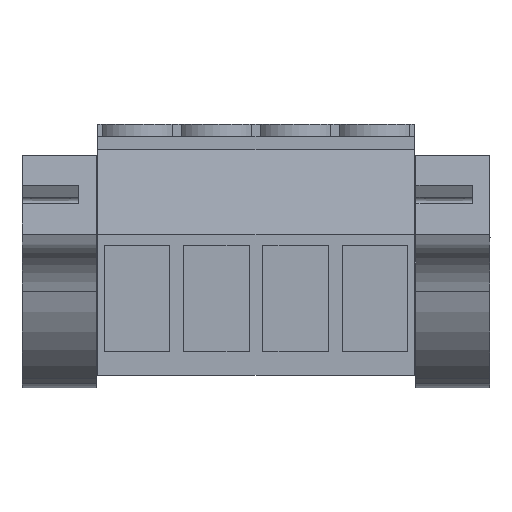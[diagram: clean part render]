
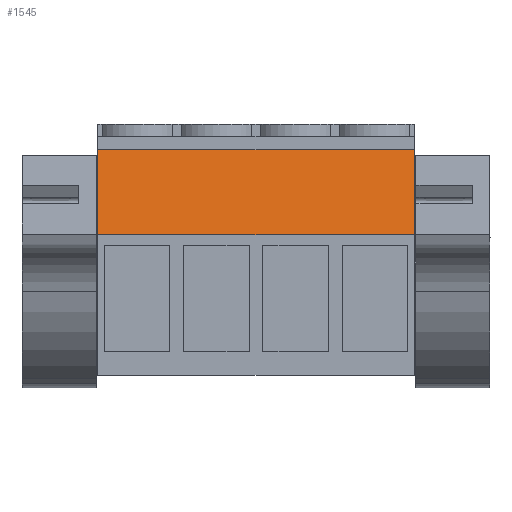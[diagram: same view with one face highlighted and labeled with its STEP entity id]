
A CAD part, top view. The second image highlights one B-rep face of the part: STEP entity #1545.
In plain terms, the highlighted planar face has unit normal (0, 0.18, 0.984).
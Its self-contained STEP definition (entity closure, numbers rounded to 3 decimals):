
#1525=AXIS2_PLACEMENT_3D('Plane Axis2P3D',#1522,#1523,#1524) ;
#77=CARTESIAN_POINT('Vertex',(4.85,9.805,19.751)) ;
#80=CARTESIAN_POINT('Line Origine',(4.85,12.537,19.251)) ;
#84=CARTESIAN_POINT('Vertex',(4.85,15.269,18.752)) ;
#1507=CARTESIAN_POINT('Vertex',(25.17,9.805,19.751)) ;
#1510=CARTESIAN_POINT('Line Origine',(15.01,9.805,19.751)) ;
#1522=CARTESIAN_POINT('Axis2P3D Location',(4.85,15.269,18.752)) ;
#1527=CARTESIAN_POINT('Line Origine',(25.17,12.537,19.251)) ;
#1531=CARTESIAN_POINT('Vertex',(25.17,15.269,18.752)) ;
#1534=CARTESIAN_POINT('Line Origine',(15.01,15.269,18.752)) ;
#81=DIRECTION('Vector Direction',(0.,-0.984,0.18)) ;
#1511=DIRECTION('Vector Direction',(1.,0.,0.)) ;
#1523=DIRECTION('Axis2P3D Direction',(0.,0.18,0.984)) ;
#1524=DIRECTION('Axis2P3D XDirection',(0.,-0.984,0.18)) ;
#1528=DIRECTION('Vector Direction',(0.,-0.984,0.18)) ;
#1535=DIRECTION('Vector Direction',(1.,0.,0.)) ;
#82=VECTOR('Line Direction',#81,1.) ;
#1512=VECTOR('Line Direction',#1511,1.) ;
#1529=VECTOR('Line Direction',#1528,1.) ;
#1536=VECTOR('Line Direction',#1535,1.) ;
#1540=ORIENTED_EDGE('',*,*,#86,.F.) ;
#1541=ORIENTED_EDGE('',*,*,#1514,.T.) ;
#1542=ORIENTED_EDGE('',*,*,#1533,.F.) ;
#1543=ORIENTED_EDGE('',*,*,#1538,.F.) ;
#1545=ADVANCED_FACE('HOUSING',(#1544),#1526,.T.) ;
#86=EDGE_CURVE('',#78,#85,#83,.F.) ;
#1514=EDGE_CURVE('',#78,#1508,#1513,.T.) ;
#1533=EDGE_CURVE('',#1532,#1508,#1530,.T.) ;
#1538=EDGE_CURVE('',#85,#1532,#1537,.T.) ;
#1539=EDGE_LOOP('',(#1540,#1541,#1542,#1543)) ;
#1544=FACE_OUTER_BOUND('',#1539,.T.) ;
#83=LINE('Line',#80,#82) ;
#1513=LINE('Line',#1510,#1512) ;
#1530=LINE('Line',#1527,#1529) ;
#1537=LINE('Line',#1534,#1536) ;
#1526=PLANE('',#1525) ;
#78=VERTEX_POINT('',#77) ;
#85=VERTEX_POINT('',#84) ;
#1508=VERTEX_POINT('',#1507) ;
#1532=VERTEX_POINT('',#1531) ;
